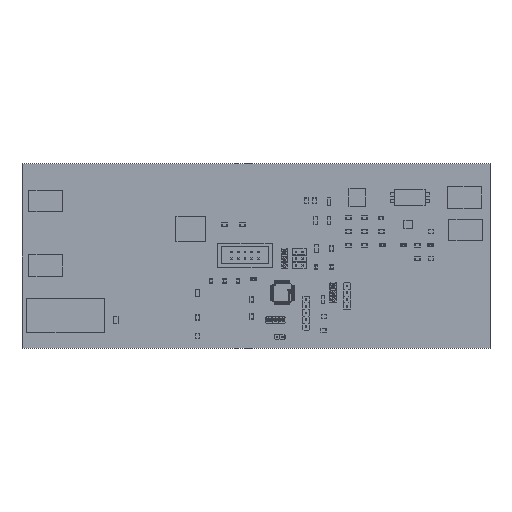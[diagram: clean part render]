
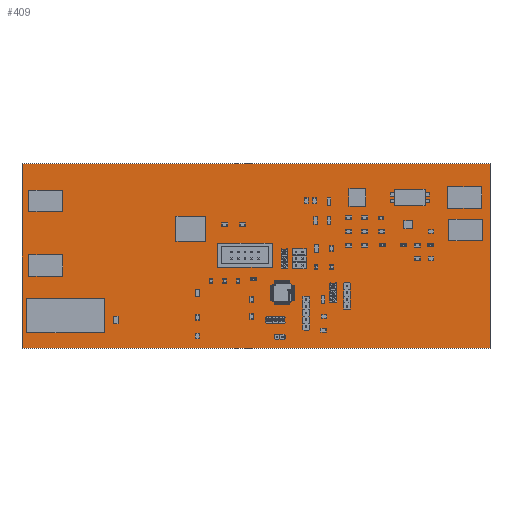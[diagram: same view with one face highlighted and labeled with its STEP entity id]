
A CAD part, top view. The second image highlights one B-rep face of the part: STEP entity #409.
In plain terms, the highlighted planar face has unit normal (0, 0, 1).
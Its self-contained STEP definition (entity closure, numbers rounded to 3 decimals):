
#280 = VERTEX_POINT('',#281);
#281 = CARTESIAN_POINT('',(0.,0.,0.411));
#287 = EDGE_CURVE('',#280,#288,#290,.T.);
#288 = VERTEX_POINT('',#289);
#289 = CARTESIAN_POINT('',(174.879,0.,0.411));
#290 = LINE('',#291,#292);
#291 = CARTESIAN_POINT('',(0.,0.,0.411));
#292 = VECTOR('',#293,1.);
#293 = DIRECTION('',(1.,0.,0.));
#318 = EDGE_CURVE('',#288,#319,#321,.T.);
#319 = VERTEX_POINT('',#320);
#320 = CARTESIAN_POINT('',(174.879,69.088,0.411));
#321 = LINE('',#322,#323);
#322 = CARTESIAN_POINT('',(174.879,0.,0.411));
#323 = VECTOR('',#324,1.);
#324 = DIRECTION('',(0.,1.,0.));
#349 = EDGE_CURVE('',#319,#350,#352,.T.);
#350 = VERTEX_POINT('',#351);
#351 = CARTESIAN_POINT('',(0.,69.088,0.411));
#352 = LINE('',#353,#354);
#353 = CARTESIAN_POINT('',(174.879,69.088,0.411));
#354 = VECTOR('',#355,1.);
#355 = DIRECTION('',(-1.,0.,0.));
#380 = EDGE_CURVE('',#350,#280,#381,.T.);
#381 = LINE('',#382,#383);
#382 = CARTESIAN_POINT('',(0.,69.088,0.411));
#383 = VECTOR('',#384,1.);
#384 = DIRECTION('',(0.,-1.,0.));
#409 = ADVANCED_FACE('',(#410),#416,.T.);
#410 = FACE_BOUND('',#411,.T.);
#411 = EDGE_LOOP('',(#412,#413,#414,#415));
#412 = ORIENTED_EDGE('',*,*,#287,.T.);
#413 = ORIENTED_EDGE('',*,*,#318,.T.);
#414 = ORIENTED_EDGE('',*,*,#349,.T.);
#415 = ORIENTED_EDGE('',*,*,#380,.T.);
#416 = PLANE('',#417);
#417 = AXIS2_PLACEMENT_3D('',#418,#419,#420);
#418 = CARTESIAN_POINT('',(87.44,34.544,0.411));
#419 = DIRECTION('',(0.,0.,1.));
#420 = DIRECTION('',(1.,0.,-0.));
